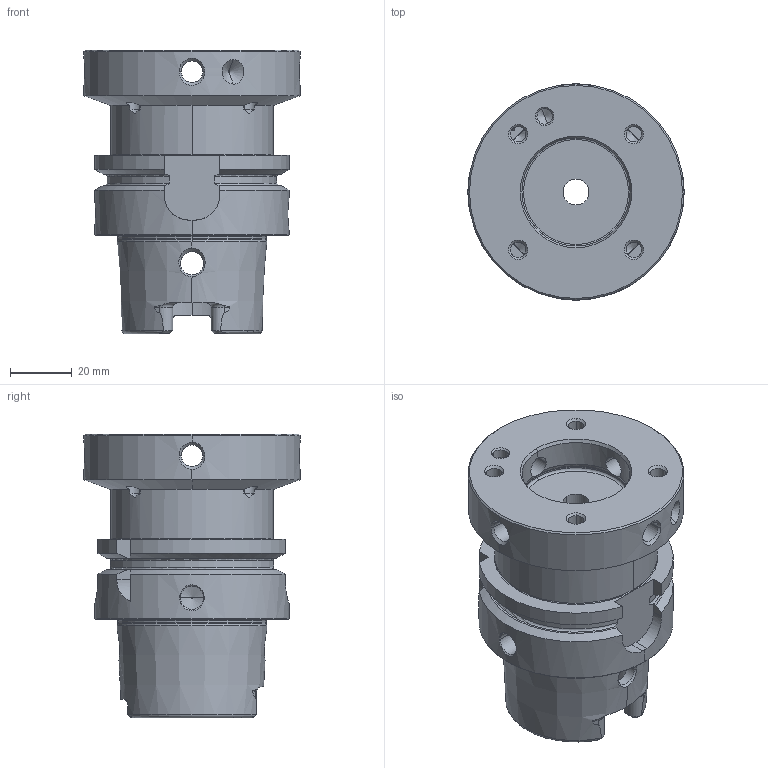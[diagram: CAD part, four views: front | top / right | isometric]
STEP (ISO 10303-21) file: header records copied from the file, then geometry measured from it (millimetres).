
FILE_DESCRIPTION((''),'2;1');
FILE_NAME('606403481-000-02-E43','2023-01-11T11:16:49',('rufa'),(''),'CREO PARAMETRIC BY PTC INC, 2021184','CREO PARAMETRIC BY PTC INC, 2021184','');
FILE_SCHEMA(('AP242_MANAGED_MODEL_BASED_3D_ENGINEERING_MIM_LF { 1 0 10303 442 1 1 4 }'));
Length unit declared in the file: millimetre
Products named in the file (1): 606403481-000-02-E43
Bounding box: 70 x 70 x 91.9 mm (x, y, z)
Volume: 164502.6 mm3; surface area: 36010.7 mm2
Topology: 1 solids, 1 shells, 224 faces, 598 edges, 368 vertices
Faces by surface type: cone 74, cylinder 71, plane 53, torus 26
Entity records: 11903 total; most frequent: CARTESIAN_POINT 4498, ORIENTED_EDGE 1188, DIRECTION 1150, PRESENTATION_STYLE_ASSIGNMENT 598, STYLED_ITEM 598, CURVE_STYLE 597, EDGE_CURVE 594, AXIS2_PLACEMENT_3D 468
